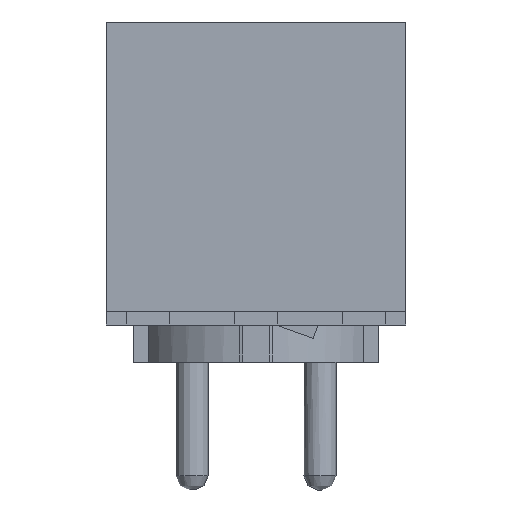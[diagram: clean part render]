
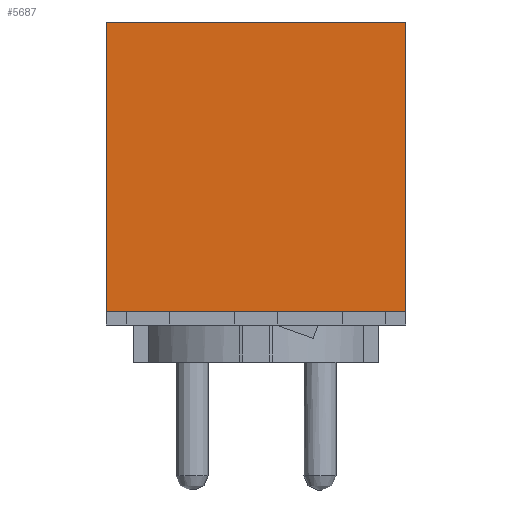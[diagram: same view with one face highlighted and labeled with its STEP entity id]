
A CAD part, left-side view. The second image highlights one B-rep face of the part: STEP entity #5687.
In plain terms, the highlighted planar face has unit normal (-1, 0, 0).
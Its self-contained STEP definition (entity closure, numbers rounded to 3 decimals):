
#262 = CARTESIAN_POINT ( 'NONE',  ( -221., -22.225, 2. ) ) ;
#878 = CARTESIAN_POINT ( 'NONE',  ( -221., -22.225, 45. ) ) ;
#1020 = LINE ( 'NONE', #6114, #10224 ) ;
#1308 = ORIENTED_EDGE ( 'NONE', *, *, #11028, .F. ) ;
#1478 = ORIENTED_EDGE ( 'NONE', *, *, #11353, .F. ) ;
#2889 = VECTOR ( 'NONE', #6847, 1000. ) ;
#2903 = VERTEX_POINT ( 'NONE', #3053 ) ;
#3053 = CARTESIAN_POINT ( 'NONE',  ( -221., 22.225, 45. ) ) ;
#3332 = CARTESIAN_POINT ( 'NONE',  ( -221., 22.225, 45. ) ) ;
#3733 = CARTESIAN_POINT ( 'NONE',  ( -221., 22.225, 2. ) ) ;
#4053 = CARTESIAN_POINT ( 'NONE',  ( -221., 22.225, 2. ) ) ;
#4156 = VERTEX_POINT ( 'NONE', #878 ) ;
#4326 = DIRECTION ( 'NONE',  ( 1., 0., 0. ) ) ;
#4971 = AXIS2_PLACEMENT_3D ( 'NONE', #9580, #4326, #10489 ) ;
#5247 = LINE ( 'NONE', #3332, #2889 ) ;
#5687 = ADVANCED_FACE ( 'NONE', ( #8160 ), #7775, .F. ) ;
#5930 = EDGE_LOOP ( 'NONE', ( #7400, #1308, #1478, #9369 ) ) ;
#5992 = DIRECTION ( 'NONE',  ( 0., 0., -1. ) ) ;
#6114 = CARTESIAN_POINT ( 'NONE',  ( -221., -22.225, 45. ) ) ;
#6225 = VECTOR ( 'NONE', #6323, 1000. ) ;
#6323 = DIRECTION ( 'NONE',  ( 0., -1., 0. ) ) ;
#6355 = VECTOR ( 'NONE', #5992, 1000. ) ;
#6485 = LINE ( 'NONE', #3733, #6225 ) ;
#6847 = DIRECTION ( 'NONE',  ( 0., -1., 0. ) ) ;
#6898 = CARTESIAN_POINT ( 'NONE',  ( -221., 22.225, 45. ) ) ;
#7400 = ORIENTED_EDGE ( 'NONE', *, *, #11138, .T. ) ;
#7480 = VERTEX_POINT ( 'NONE', #262 ) ;
#7775 = PLANE ( 'NONE',  #4971 ) ;
#8160 = FACE_OUTER_BOUND ( 'NONE', #5930, .T. ) ;
#8948 = LINE ( 'NONE', #6898, #6355 ) ;
#9369 = ORIENTED_EDGE ( 'NONE', *, *, #10981, .T. ) ;
#9580 = CARTESIAN_POINT ( 'NONE',  ( -221., 22.225, 45. ) ) ;
#10224 = VECTOR ( 'NONE', #10574, 1000. ) ;
#10489 = DIRECTION ( 'NONE',  ( 0., 0., -1. ) ) ;
#10574 = DIRECTION ( 'NONE',  ( 0., 0., -1. ) ) ;
#10835 = VERTEX_POINT ( 'NONE', #4053 ) ;
#10981 = EDGE_CURVE ( 'NONE', #2903, #10835, #8948, .T. ) ;
#11028 = EDGE_CURVE ( 'NONE', #4156, #7480, #1020, .T. ) ;
#11138 = EDGE_CURVE ( 'NONE', #10835, #7480, #6485, .T. ) ;
#11353 = EDGE_CURVE ( 'NONE', #2903, #4156, #5247, .T. ) ;
